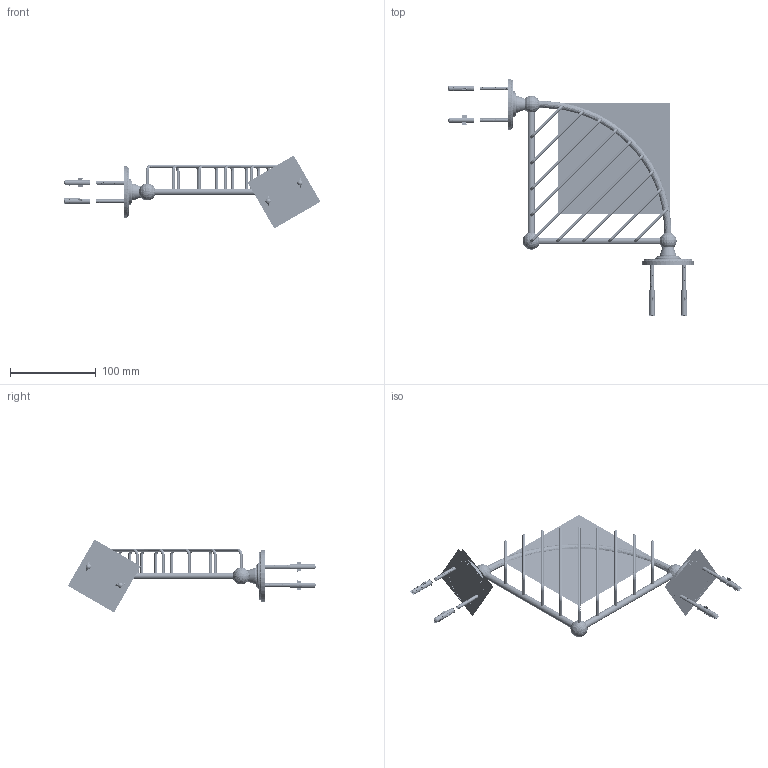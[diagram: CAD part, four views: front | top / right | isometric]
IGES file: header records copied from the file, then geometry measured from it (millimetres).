
Start section:  PTC IGES file: 0006002_asm.igs
Global section: file name: 0006002_asm.igs; native system: Pro/ENGINEER by Parametric Technology Corporation; preprocessor: 2008230; author: Administrator; organization: Unknown; date: 20140606.141116; units: millimetre
Bounding box: 300.45 x 290.45 x 85.26 mm (x, y, z)
Surface area: 413346.6 mm2 (no closed solid volume)
Topology: 0 solids, 0 shells, 3306 faces, 45688 edges, 60068 vertices
Faces by surface type: revolution 2128, bspline 1178
